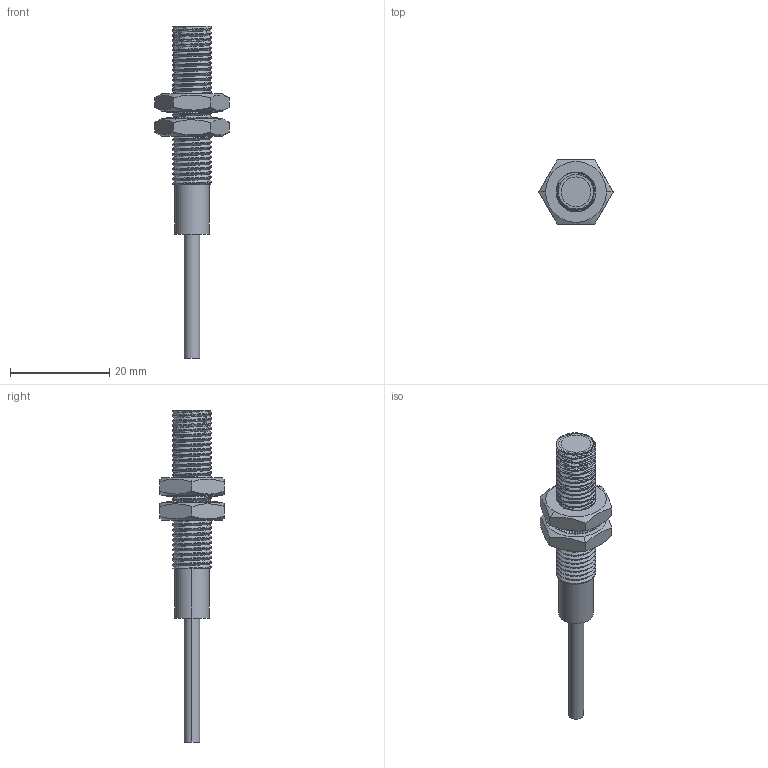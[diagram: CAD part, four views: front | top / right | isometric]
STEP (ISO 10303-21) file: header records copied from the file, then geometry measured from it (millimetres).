
FILE_DESCRIPTION((''),'2;1');
FILE_NAME('PRT0001','2022-03-12T',('EDY'),(''),'CREO PARAMETRIC BY PTC INC, 2018070','CREO PARAMETRIC BY PTC INC, 2018070','');
FILE_SCHEMA(('CONFIG_CONTROL_DESIGN'));
Products named in the file (1): PRT0001
Bounding box: 15.01 x 13 x 67 mm (x, y, z)
Volume: 2433.9 mm3; surface area: 3300.6 mm2
Topology: 1 solids, 11 shells, 569 faces, 1308 edges, 870 vertices
Faces by surface type: plane 433, cylinder 86, cone 26, bspline 24
Entity records: 42680 total; most frequent: CARTESIAN_POINT 30160, ORIENTED_EDGE 2616, DIRECTION 2204, EDGE_CURVE 1308, VECTOR 1020, LINE 1020, VERTEX_POINT 870, EDGE_LOOP 680
